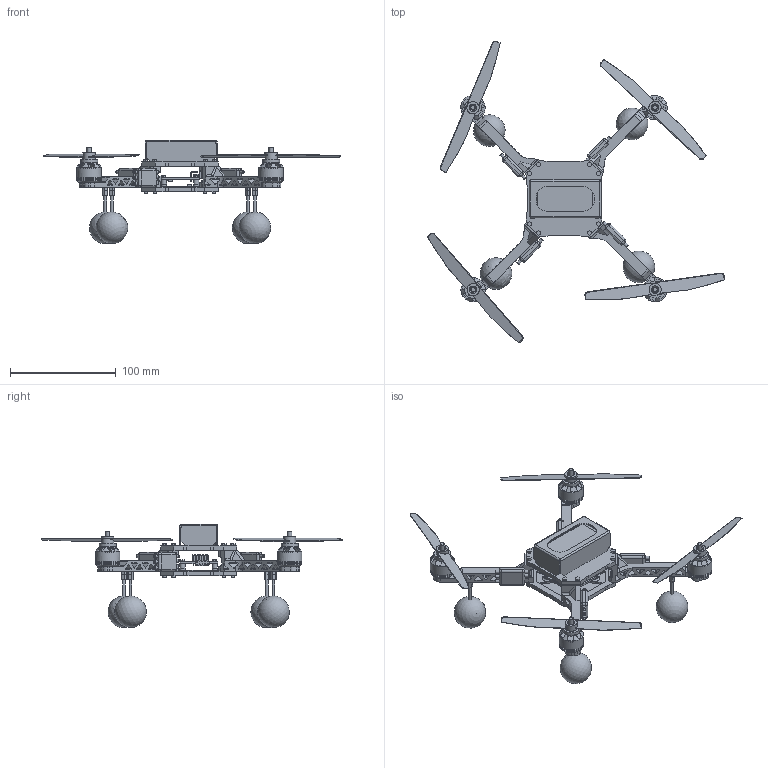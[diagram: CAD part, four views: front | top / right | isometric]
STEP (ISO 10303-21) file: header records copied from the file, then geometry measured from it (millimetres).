
FILE_DESCRIPTION(/* description */ ('Alibre Inc.'),/* implementation_level */ '2;1');
FILE_NAME(/* name */ 'export-112D3EEC-50FE-494C-9FCA-1A4064AF669C',/* time_stamp */ '2021-08-06T12:59:27+05:00',/* author */ (''),/* organization */ (''),/* preprocessor_version */ 'ST-DEVELOPER v17',/* originating_system */ 'Alibre',/* authorisation */ '');
FILE_SCHEMA (('CONFIG_CONTROL_DESIGN'));
Length unit declared in the file: centimetre
Bounding box: 281.27 x 285.44 x 97.8 mm (x, y, z)
Volume: 195897.9 mm3; surface area: 123333.1 mm2
Topology: 58 solids, 58 shells, 2416 faces, 6242 edges, 4010 vertices
Faces by surface type: plane 1566, cylinder 662, cone 116, sphere 36, torus 20, bspline 16
Full cylindrical faces by diameter (mm): 0.48 x6, 2 x60, 2.2 x32, 2.5 x16, 3 x56, 3.2 x16, 4 x28, 5 x8, 11.5 x4, 16 x4, 19 x4, 21 x4, 22 x4, 23 x12
Entity records: 43667 total; most frequent: CARTESIAN_POINT 8007, ORIENTED_EDGE 7166, DIRECTION 5664, EDGE_CURVE 3583, VECTOR 2538, LINE 2538, VERTEX_POINT 2363, AXIS2_PLACEMENT_3D 1966
